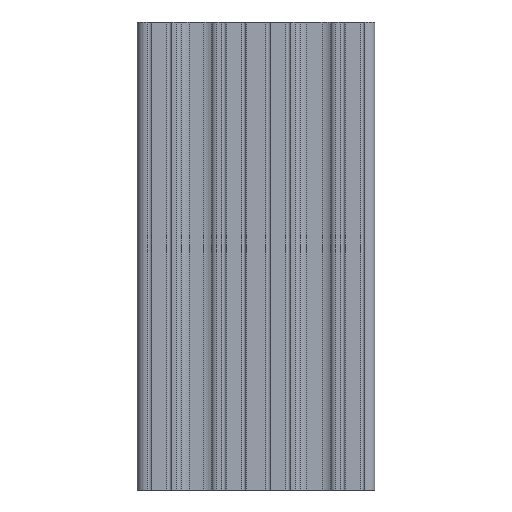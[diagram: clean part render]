
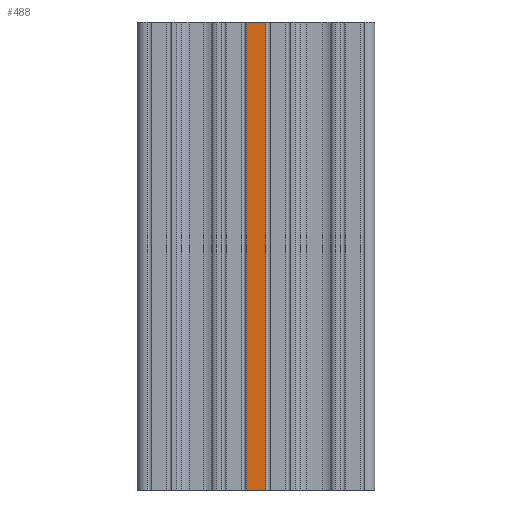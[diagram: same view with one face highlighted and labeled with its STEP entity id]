
A CAD part, front view. The second image highlights one B-rep face of the part: STEP entity #488.
In plain terms, the highlighted planar face has unit normal (0, -1, 0).
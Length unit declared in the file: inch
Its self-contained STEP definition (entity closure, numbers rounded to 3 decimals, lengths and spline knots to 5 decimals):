
#268 = CARTESIAN_POINT ( 'NONE',  ( -0.084, -0.5, 1.9685 ) ) ;
#386 = LINE ( 'NONE', #5551, #2580 ) ;
#449 = DIRECTION ( 'NONE',  ( 1., 0., 0. ) ) ;
#488 = ADVANCED_FACE ( 'NONE', ( #3130 ), #811, .F. ) ;
#811 = PLANE ( 'NONE',  #5684 ) ;
#857 = EDGE_CURVE ( 'NONE', #3924, #2821, #4518, .T. ) ;
#871 = DIRECTION ( 'NONE',  ( -1., 0., 0. ) ) ;
#1045 = EDGE_CURVE ( 'NONE', #1249, #2821, #3770, .T. ) ;
#1249 = VERTEX_POINT ( 'NONE', #4574 ) ;
#1319 = ORIENTED_EDGE ( 'NONE', *, *, #4133, .F. ) ;
#1449 = DIRECTION ( 'NONE',  ( 0., 0., -1. ) ) ;
#1510 = CARTESIAN_POINT ( 'NONE',  ( 0.084, -0.5, 1.9685 ) ) ;
#1639 = EDGE_CURVE ( 'NONE', #5294, #3924, #5423, .T. ) ;
#1753 = CARTESIAN_POINT ( 'NONE',  ( -0.084, -0.5, -1.9685 ) ) ;
#2335 = ORIENTED_EDGE ( 'NONE', *, *, #1639, .T. ) ;
#2507 = CARTESIAN_POINT ( 'NONE',  ( 0.084, -0.5, -1.9685 ) ) ;
#2580 = VECTOR ( 'NONE', #449, 39.37008 ) ;
#2645 = CARTESIAN_POINT ( 'NONE',  ( -0.084, -0.5, -1.9685 ) ) ;
#2690 = EDGE_LOOP ( 'NONE', ( #2986, #4463, #1319, #2335 ) ) ;
#2821 = VERTEX_POINT ( 'NONE', #2507 ) ;
#2986 = ORIENTED_EDGE ( 'NONE', *, *, #857, .T. ) ;
#3130 = FACE_OUTER_BOUND ( 'NONE', #2690, .T. ) ;
#3370 = VECTOR ( 'NONE', #1449, 39.37008 ) ;
#3551 = VECTOR ( 'NONE', #3706, 39.37008 ) ;
#3706 = DIRECTION ( 'NONE',  ( 1., 0., 0. ) ) ;
#3770 = LINE ( 'NONE', #1510, #3370 ) ;
#3924 = VERTEX_POINT ( 'NONE', #2645 ) ;
#4112 = CARTESIAN_POINT ( 'NONE',  ( -0.084, -0.5, 1.9685 ) ) ;
#4133 = EDGE_CURVE ( 'NONE', #5294, #1249, #386, .T. ) ;
#4463 = ORIENTED_EDGE ( 'NONE', *, *, #1045, .F. ) ;
#4475 = DIRECTION ( 'NONE',  ( 0., 0., -1. ) ) ;
#4518 = LINE ( 'NONE', #1753, #3551 ) ;
#4574 = CARTESIAN_POINT ( 'NONE',  ( 0.084, -0.5, 1.9685 ) ) ;
#5111 = CARTESIAN_POINT ( 'NONE',  ( -0.084, -0.5, 1.9685 ) ) ;
#5294 = VERTEX_POINT ( 'NONE', #5111 ) ;
#5423 = LINE ( 'NONE', #268, #6058 ) ;
#5479 = DIRECTION ( 'NONE',  ( 0., 1., 0. ) ) ;
#5551 = CARTESIAN_POINT ( 'NONE',  ( -0.084, -0.5, 1.9685 ) ) ;
#5684 = AXIS2_PLACEMENT_3D ( 'NONE', #4112, #5479, #871 ) ;
#6058 = VECTOR ( 'NONE', #4475, 39.37008 ) ;
